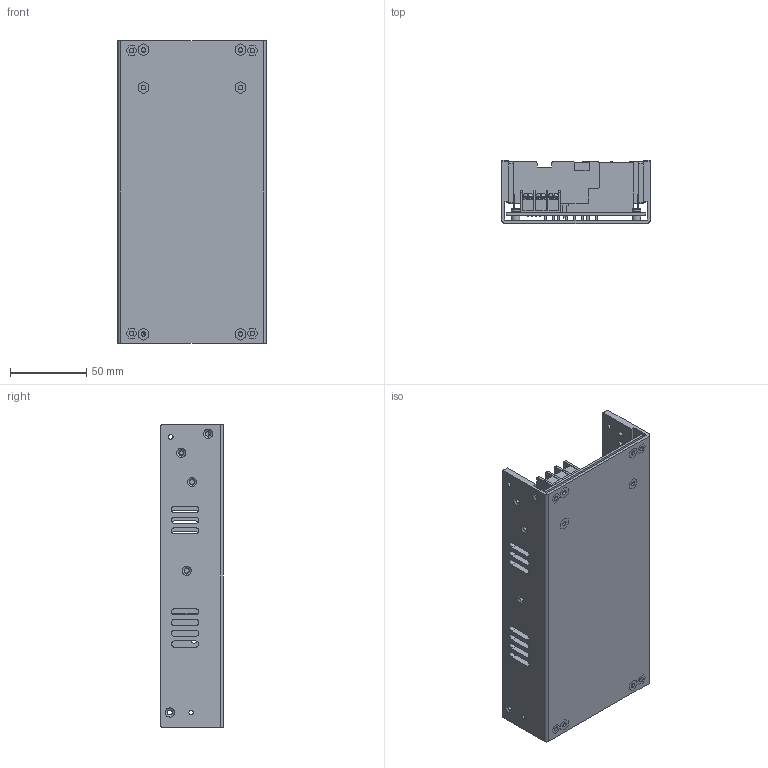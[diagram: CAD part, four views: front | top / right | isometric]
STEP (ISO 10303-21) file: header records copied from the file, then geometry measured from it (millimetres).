
FILE_DESCRIPTION((''),'2;1');
FILE_NAME('MPI-U403_5_6_-01_-T_ASM','2017-08-17T',('Abe'),(''),'PRO/ENGINEER BY PARAMETRIC TECHNOLOGY CORPORATION, 2011080','PRO/ENGINEER BY PARAMETRIC TECHNOLOGY CORPORATION, 2011080','');
FILE_SCHEMA(('CONFIG_CONTROL_DESIGN'));
Length unit declared in the file: millimetre
Products named in the file (16): 831-U40D-B_-BT; NUT5_0MM; 2MMNUT; 831-U40D-B_-BT_ASM; 850-U40X_6_X-T_NO406-T; 707-DT35-03; 800-U30I; HEAT_SINK_PIN; 800-U30I_ASM; 800-U30O; 800-U30O_ASM; 360-U403_5_6; 710-2512-02; 707-820W; 790-923A; MPI-U403_5_6_-01_-T_ASM
Assembly tree (33 placements, depth 3):
  MPI-U403_5_6_-01_-T_ASM
    831-U40D-B_-BT_ASM
      831-U40D-B_-BT
      NUT5_0MM  x4
      2MMNUT  x6
    850-U40X_6_X-T_NO406-T
    707-DT35-03
    800-U30I_ASM
      800-U30I
      HEAT_SINK_PIN  x2
    800-U30O_ASM
      800-U30O
      HEAT_SINK_PIN  x2
    360-U403_5_6
    710-2512-02  x2
    707-820W  x4
    790-923A  x4
Bounding box: 97 x 41 x 198 mm (x, y, z)
Volume: 203778.9 mm3; surface area: 139421.1 mm2
Topology: 37 solids, 37 shells, 1498 faces, 3950 edges, 2576 vertices
Faces by surface type: plane 1141, cylinder 285, cone 50, torus 16, bspline 6
Entity records: 30960 total; most frequent: CARTESIAN_POINT 5934, ORIENTED_EDGE 5180, DIRECTION 5008, EDGE_CURVE 2590, VECTOR 2084, LINE 2084, VERTEX_POINT 1690, AXIS2_PLACEMENT_3D 1462
